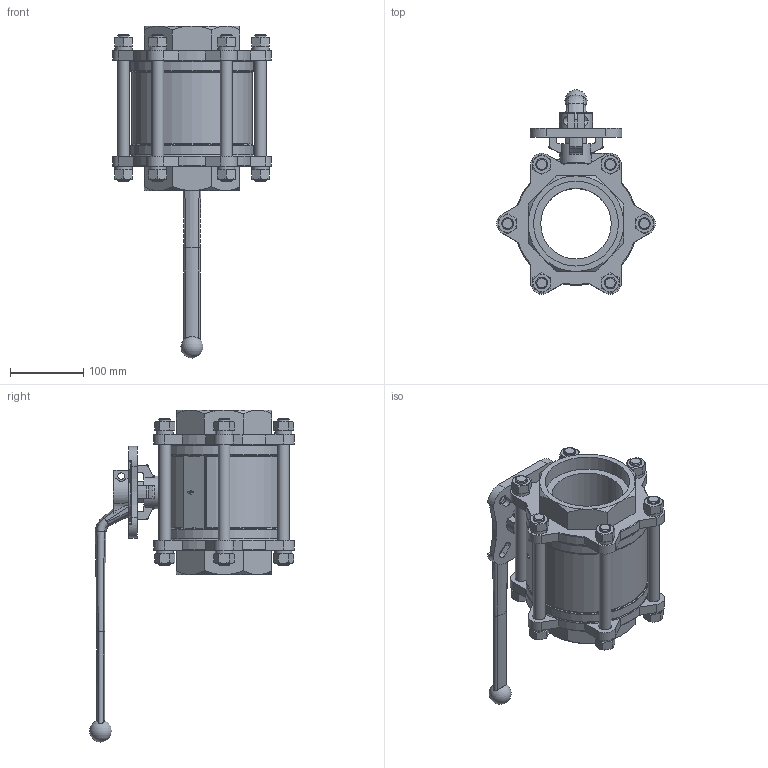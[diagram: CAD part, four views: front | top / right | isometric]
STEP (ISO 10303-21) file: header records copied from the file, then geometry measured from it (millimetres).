
FILE_DESCRIPTION(/* description */ ('STEP AP214'),/* implementation_level */ '2;1');
FILE_NAME(/* name */ '8089065_VZBE-4-WA-63-T-2-F1012-M-V15V15',/* time_stamp */ '2024-09-18T02:25:28+02:00',/* author */ ('License CC BY-ND 4.0'),/* organization */ ('CADENAS'),/* preprocessor_version */ 'ST-DEVELOPER v19.3',/* originating_system */ 'PARTsolutions',/* authorisation */ ' ');
FILE_SCHEMA (('AUTOMOTIVE_DESIGN {1 0 10303 214 3 1 1}'));
Length unit declared in the file: millimetre
Products named in the file (3): 8089065 VZBE-4-WA-63-T-2-F1012-M-V15V15; 8089048 VZBE-4-WA-63-T-2-F1012-V15V15_v; 4895387 VAOH-F7-22-H9-A-22
Assembly tree (2 placements, depth 2):
  8089065 VZBE-4-WA-63-T-2-F1012-M-V15V15
    8089048 VZBE-4-WA-63-T-2-F1012-V15V15_v
    4895387 VAOH-F7-22-H9-A-22
Bounding box: 216.4 x 278.68 x 452 mm (x, y, z)
Volume: 3276350.7 mm3; surface area: 387863 mm2
Topology: 2 solids, 2 shells, 698 faces, 1732 edges, 1090 vertices
Faces by surface type: plane 306, cone 199, cylinder 153, torus 39, sphere 1
Full cylindrical faces by diameter (mm): 9 x2, 12 x1, 16 x19, 17 x12, 23.5 x12, 56 x1, 96 x1, 115.5 x2, 167.4 x2
Entity records: 20917 total; most frequent: CARTESIAN_POINT 5062, ORIENTED_EDGE 3282, DIRECTION 3152, EDGE_CURVE 1641, AXIS2_PLACEMENT_3D 1276, VERTEX_POINT 1070, EDGE_LOOP 861, FACE_BOUND 861
